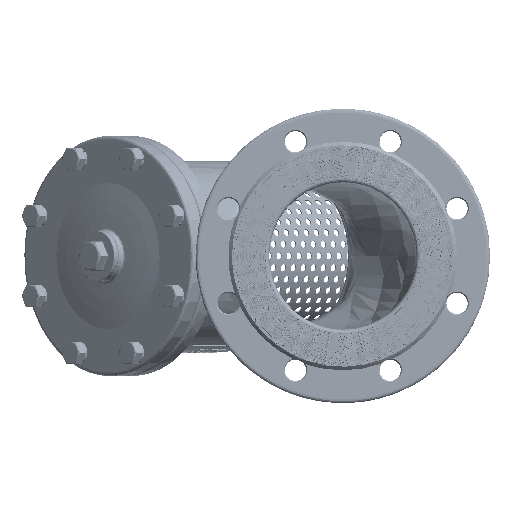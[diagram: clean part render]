
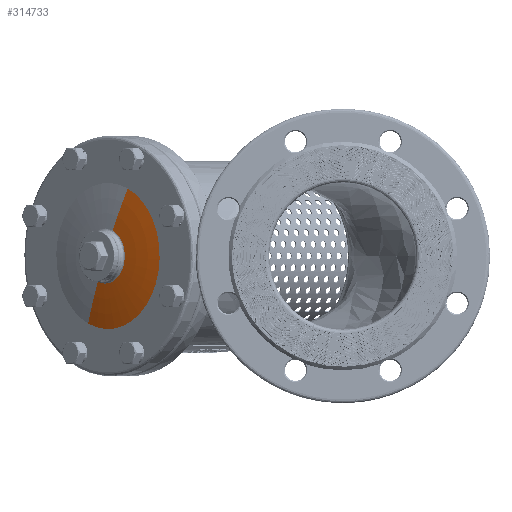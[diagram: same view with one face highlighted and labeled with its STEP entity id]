
A CAD part, left-side view. The second image highlights one B-rep face of the part: STEP entity #314733.
In plain terms, the highlighted toroidal (fillet/blend) face has major radius 6.652 mm and minor radius 427.254 mm.
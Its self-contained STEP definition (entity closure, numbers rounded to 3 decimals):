
#1022 = CARTESIAN_POINT ( 'NONE',  ( 105.471, 195.254, 21.639 ) ) ;
#2279 = AXIS2_PLACEMENT_3D ( 'NONE', #435912, #225091, #14297 ) ;
#2349 = CARTESIAN_POINT ( 'NONE',  ( 118.146, 207.929, -21.639 ) ) ;
#6755 = VERTEX_POINT ( 'NONE', #2349 ) ;
#14297 = DIRECTION ( 'NONE',  ( 0.271, 0.271, -0.924 ) ) ;
#21062 = CIRCLE ( 'NONE', #62388, 427.254 ) ;
#22472 = VERTEX_POINT ( 'NONE', #57630 ) ;
#40724 = ORIENTED_EDGE ( 'NONE', *, *, #309092, .F. ) ;
#40772 = CARTESIAN_POINT ( 'NONE',  ( 114.124, 199.276, 0. ) ) ;
#57630 = CARTESIAN_POINT ( 'NONE',  ( 97.34, 182.493, 57.302 ) ) ;
#57773 = CARTESIAN_POINT ( 'NONE',  ( 111.809, 201.591, 0. ) ) ;
#62388 = AXIS2_PLACEMENT_3D ( 'NONE', #293329, #82509, #328734 ) ;
#63615 = DIRECTION ( 'NONE',  ( 0.707, -0.707, 0. ) ) ;
#76130 = DIRECTION ( 'NONE',  ( 0.271, 0.271, -0.924 ) ) ;
#80279 = ORIENTED_EDGE ( 'NONE', *, *, #395278, .F. ) ;
#82509 = DIRECTION ( 'NONE',  ( 0.653, 0.653, 0.383 ) ) ;
#93115 = DIRECTION ( 'NONE',  ( 0.271, 0.271, -0.924 ) ) ;
#95731 = CIRCLE ( 'NONE', #346745, 427.254 ) ;
#99344 = AXIS2_PLACEMENT_3D ( 'NONE', #57773, #303963, #93115 ) ;
#117930 = CARTESIAN_POINT ( 'NONE',  ( 415.49, -98.49, -6.145 ) ) ;
#132323 = EDGE_CURVE ( 'NONE', #432797, #22472, #21062, .T. ) ;
#134546 = ORIENTED_EDGE ( 'NONE', *, *, #163389, .F. ) ;
#140539 = CARTESIAN_POINT ( 'NONE',  ( 130.907, 216.06, -57.302 ) ) ;
#153387 = DIRECTION ( 'NONE',  ( 0.707, -0.707, 0. ) ) ;
#163389 = EDGE_CURVE ( 'NONE', #214313, #6755, #415632, .T. ) ;
#183307 = EDGE_LOOP ( 'NONE', ( #80279, #452549, #40724, #264193, #134546 ) ) ;
#188664 = TOROIDAL_SURFACE ( 'NONE', #207163, 6.652, 427.254 ) ;
#207163 = AXIS2_PLACEMENT_3D ( 'NONE', #238998, #63615, #309816 ) ;
#214313 = VERTEX_POINT ( 'NONE', #451021 ) ;
#225091 = DIRECTION ( 'NONE',  ( 0.707, -0.707, 0. ) ) ;
#238998 = CARTESIAN_POINT ( 'NONE',  ( 413.69, -100.29, 0. ) ) ;
#264193 = ORIENTED_EDGE ( 'NONE', *, *, #385445, .F. ) ;
#286927 = DIRECTION ( 'NONE',  ( -0.707, 0.707, 0. ) ) ;
#293329 = CARTESIAN_POINT ( 'NONE',  ( 411.89, -102.09, 6.145 ) ) ;
#303963 = DIRECTION ( 'NONE',  ( 0.707, -0.707, 0. ) ) ;
#309092 = EDGE_CURVE ( 'NONE', #357062, #22472, #442061, .T. ) ;
#309816 = DIRECTION ( 'NONE',  ( 0.271, 0.271, -0.924 ) ) ;
#313029 = AXIS2_PLACEMENT_3D ( 'NONE', #40772, #286927, #76130 ) ;
#314733 = ADVANCED_FACE ( 'NONE', ( #364918 ), #188664, .F. ) ;
#328734 = DIRECTION ( 'NONE',  ( -0.707, 0.707, 0. ) ) ;
#346745 = AXIS2_PLACEMENT_3D ( 'NONE', #117930, #364209, #153387 ) ;
#357062 = VERTEX_POINT ( 'NONE', #140539 ) ;
#364209 = DIRECTION ( 'NONE',  ( -0.653, -0.653, -0.383 ) ) ;
#364918 = FACE_OUTER_BOUND ( 'NONE', #183307, .T. ) ;
#385445 = EDGE_CURVE ( 'NONE', #6755, #357062, #95731, .T. ) ;
#395278 = EDGE_CURVE ( 'NONE', #432797, #214313, #408021, .T. ) ;
#408021 = CIRCLE ( 'NONE', #2279, 23.421 ) ;
#415632 = CIRCLE ( 'NONE', #99344, 23.421 ) ;
#432797 = VERTEX_POINT ( 'NONE', #1022 ) ;
#435912 = CARTESIAN_POINT ( 'NONE',  ( 111.809, 201.591, 0. ) ) ;
#442061 = CIRCLE ( 'NONE', #313029, 62.023 ) ;
#451021 = CARTESIAN_POINT ( 'NONE',  ( 96.508, 186.291, -8.963 ) ) ;
#452549 = ORIENTED_EDGE ( 'NONE', *, *, #132323, .T. ) ;
